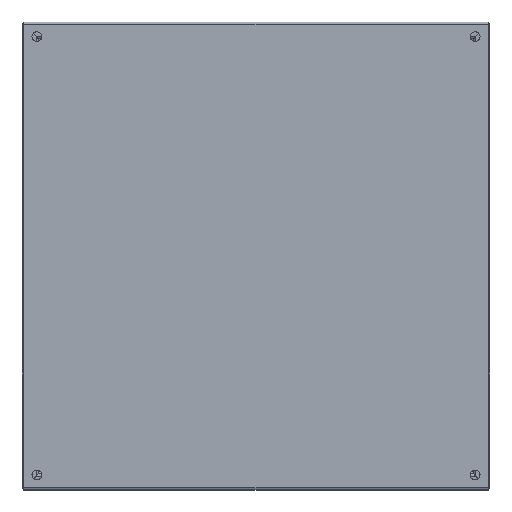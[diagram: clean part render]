
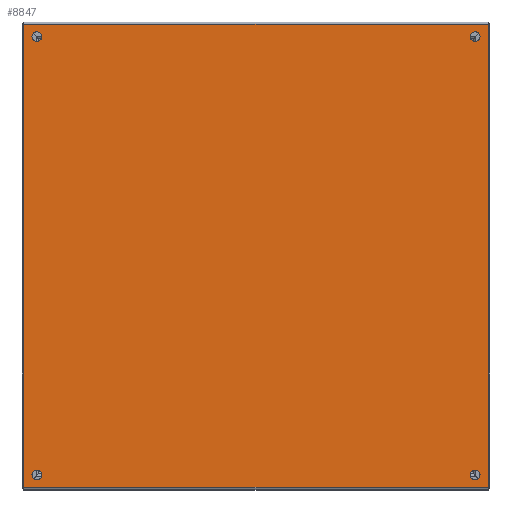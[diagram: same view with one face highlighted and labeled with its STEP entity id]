
A CAD part, top view. The second image highlights one B-rep face of the part: STEP entity #8847.
In plain terms, the highlighted face is planar.
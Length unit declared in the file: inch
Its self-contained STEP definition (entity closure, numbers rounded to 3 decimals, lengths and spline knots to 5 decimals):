
#267 = DIRECTION ( 'NONE',  ( 1., 0., 0. ) ) ;
#1397 = DIRECTION ( 'NONE',  ( 0., 0., -1. ) ) ;
#2161 = EDGE_CURVE ( 'NONE', #45245, #32243, #58402, .T. ) ;
#2585 = DIRECTION ( 'NONE',  ( 0., -1., 0. ) ) ;
#2622 = EDGE_CURVE ( 'NONE', #26006, #9532, #46663, .T. ) ;
#3217 = ORIENTED_EDGE ( 'NONE', *, *, #2161, .T. ) ;
#3912 = PLANE ( 'NONE',  #6448 ) ;
#4365 = CARTESIAN_POINT ( 'NONE',  ( 0., 23.928, -11.892 ) ) ;
#4374 = EDGE_CURVE ( 'NONE', #32243, #45245, #60839, .T. ) ;
#6270 = VERTEX_POINT ( 'NONE', #51556 ) ;
#6395 = ORIENTED_EDGE ( 'NONE', *, *, #55329, .T. ) ;
#6448 = AXIS2_PLACEMENT_3D ( 'NONE', #19294, #40218, #19990 ) ;
#7017 = EDGE_LOOP ( 'NONE', ( #56352, #54368 ) ) ;
#7861 = CIRCLE ( 'NONE', #51703, 0.25 ) ;
#8408 = CARTESIAN_POINT ( 'NONE',  ( 0., 0.75, -11.25 ) ) ;
#8621 = CARTESIAN_POINT ( 'NONE',  ( 0., 23.5, 11.25 ) ) ;
#8847 = ADVANCED_FACE ( 'NONE', ( #60818, #29695, #9367, #61159, #46039 ), #3912, .F. ) ;
#9157 = ORIENTED_EDGE ( 'NONE', *, *, #62029, .T. ) ;
#9367 = FACE_BOUND ( 'NONE', #12810, .T. ) ;
#9532 = VERTEX_POINT ( 'NONE', #4365 ) ;
#10529 = DIRECTION ( 'NONE',  ( 0., -1., 0. ) ) ;
#10787 = AXIS2_PLACEMENT_3D ( 'NONE', #62727, #267, #21235 ) ;
#11539 = DIRECTION ( 'NONE',  ( 0., -1., 0. ) ) ;
#11803 = ORIENTED_EDGE ( 'NONE', *, *, #53674, .T. ) ;
#12810 = EDGE_LOOP ( 'NONE', ( #11803, #21360 ) ) ;
#13768 = CARTESIAN_POINT ( 'NONE',  ( 0., 23., 11.25 ) ) ;
#13898 = CIRCLE ( 'NONE', #27095, 0.25 ) ;
#14799 = AXIS2_PLACEMENT_3D ( 'NONE', #34944, #60969, #44836 ) ;
#15344 = CARTESIAN_POINT ( 'NONE',  ( 0., 0.072, 11.892 ) ) ;
#16467 = ORIENTED_EDGE ( 'NONE', *, *, #29485, .F. ) ;
#16523 = CIRCLE ( 'NONE', #62545, 0.25 ) ;
#17890 = VERTEX_POINT ( 'NONE', #45940 ) ;
#17903 = AXIS2_PLACEMENT_3D ( 'NONE', #8408, #55787, #2585 ) ;
#18668 = CIRCLE ( 'NONE', #46010, 0.25 ) ;
#18918 = AXIS2_PLACEMENT_3D ( 'NONE', #54077, #52733, #11539 ) ;
#19294 = CARTESIAN_POINT ( 'NONE',  ( 0., 0.072, 11.928 ) ) ;
#19468 = EDGE_CURVE ( 'NONE', #53399, #23188, #64446, .T. ) ;
#19965 = DIRECTION ( 'NONE',  ( 0., -1., 0. ) ) ;
#19990 = DIRECTION ( 'NONE',  ( 0., -1., 0. ) ) ;
#20641 = DIRECTION ( 'NONE',  ( 0., 1., 0. ) ) ;
#21235 = DIRECTION ( 'NONE',  ( 0., -1., 0. ) ) ;
#21360 = ORIENTED_EDGE ( 'NONE', *, *, #58377, .T. ) ;
#22360 = ORIENTED_EDGE ( 'NONE', *, *, #2622, .F. ) ;
#23129 = CARTESIAN_POINT ( 'NONE',  ( 0., 0.072, 11.928 ) ) ;
#23188 = VERTEX_POINT ( 'NONE', #24235 ) ;
#24186 = DIRECTION ( 'NONE',  ( 1., 0., 0. ) ) ;
#24235 = CARTESIAN_POINT ( 'NONE',  ( 0., 0.5, 11.25 ) ) ;
#25085 = CARTESIAN_POINT ( 'NONE',  ( 0., 23.25, -11.25 ) ) ;
#26006 = VERTEX_POINT ( 'NONE', #63248 ) ;
#26278 = DIRECTION ( 'NONE',  ( 1., 0., 0. ) ) ;
#26620 = EDGE_CURVE ( 'NONE', #37889, #37582, #7861, .T. ) ;
#26717 = CIRCLE ( 'NONE', #17903, 0.25 ) ;
#27095 = AXIS2_PLACEMENT_3D ( 'NONE', #25085, #55287, #45933 ) ;
#27202 = LINE ( 'NONE', #48395, #60843 ) ;
#27303 = LINE ( 'NONE', #23129, #59425 ) ;
#29472 = VERTEX_POINT ( 'NONE', #31872 ) ;
#29485 = EDGE_CURVE ( 'NONE', #6270, #59600, #67142, .T. ) ;
#29695 = FACE_BOUND ( 'NONE', #53137, .T. ) ;
#29869 = EDGE_CURVE ( 'NONE', #23188, #53399, #18668, .T. ) ;
#30776 = CARTESIAN_POINT ( 'NONE',  ( 0., 0.75, 11.25 ) ) ;
#31872 = CARTESIAN_POINT ( 'NONE',  ( 0., 23., -11.25 ) ) ;
#32243 = VERTEX_POINT ( 'NONE', #13768 ) ;
#32478 = CARTESIAN_POINT ( 'NONE',  ( 0., 0.5, -11.25 ) ) ;
#34944 = CARTESIAN_POINT ( 'NONE',  ( 0., 23.25, 11.25 ) ) ;
#36455 = CARTESIAN_POINT ( 'NONE',  ( 0., 23.25, -11.25 ) ) ;
#37582 = VERTEX_POINT ( 'NONE', #37661 ) ;
#37661 = CARTESIAN_POINT ( 'NONE',  ( 0., 1., -11.25 ) ) ;
#37889 = VERTEX_POINT ( 'NONE', #32478 ) ;
#38607 = ORIENTED_EDGE ( 'NONE', *, *, #4374, .T. ) ;
#38867 = DIRECTION ( 'NONE',  ( 0., 0., 1. ) ) ;
#40218 = DIRECTION ( 'NONE',  ( 1., 0., 0. ) ) ;
#41637 = EDGE_LOOP ( 'NONE', ( #16467, #48761, #22360, #6395 ) ) ;
#41725 = VECTOR ( 'NONE', #20641, 39.37008 ) ;
#41822 = EDGE_CURVE ( 'NONE', #6270, #9532, #27202, .T. ) ;
#43776 = VECTOR ( 'NONE', #10529, 39.37008 ) ;
#44241 = EDGE_LOOP ( 'NONE', ( #38607, #3217 ) ) ;
#44836 = DIRECTION ( 'NONE',  ( 0., -1., 0. ) ) ;
#45245 = VERTEX_POINT ( 'NONE', #8621 ) ;
#45933 = DIRECTION ( 'NONE',  ( 0., -1., 0. ) ) ;
#45940 = CARTESIAN_POINT ( 'NONE',  ( 0., 23.5, -11.25 ) ) ;
#46010 = AXIS2_PLACEMENT_3D ( 'NONE', #30776, #26278, #56804 ) ;
#46039 = FACE_BOUND ( 'NONE', #44241, .T. ) ;
#46663 = LINE ( 'NONE', #67613, #41725 ) ;
#48395 = CARTESIAN_POINT ( 'NONE',  ( 0., 23.928, -11.928 ) ) ;
#48761 = ORIENTED_EDGE ( 'NONE', *, *, #41822, .T. ) ;
#49196 = ORIENTED_EDGE ( 'NONE', *, *, #26620, .T. ) ;
#49878 = CARTESIAN_POINT ( 'NONE',  ( 0., 0.75, -11.25 ) ) ;
#51556 = CARTESIAN_POINT ( 'NONE',  ( 0., 23.928, 11.892 ) ) ;
#51703 = AXIS2_PLACEMENT_3D ( 'NONE', #49878, #24186, #60518 ) ;
#52231 = DIRECTION ( 'NONE',  ( 1., 0., 0. ) ) ;
#52733 = DIRECTION ( 'NONE',  ( 1., 0., 0. ) ) ;
#52976 = CARTESIAN_POINT ( 'NONE',  ( 0., 1., 11.25 ) ) ;
#53137 = EDGE_LOOP ( 'NONE', ( #49196, #9157 ) ) ;
#53399 = VERTEX_POINT ( 'NONE', #52976 ) ;
#53674 = EDGE_CURVE ( 'NONE', #29472, #17890, #16523, .T. ) ;
#54077 = CARTESIAN_POINT ( 'NONE',  ( 0., 23.25, 11.25 ) ) ;
#54368 = ORIENTED_EDGE ( 'NONE', *, *, #19468, .T. ) ;
#55287 = DIRECTION ( 'NONE',  ( 1., 0., 0. ) ) ;
#55329 = EDGE_CURVE ( 'NONE', #26006, #59600, #27303, .T. ) ;
#55787 = DIRECTION ( 'NONE',  ( 1., 0., 0. ) ) ;
#56352 = ORIENTED_EDGE ( 'NONE', *, *, #29869, .T. ) ;
#56804 = DIRECTION ( 'NONE',  ( 0., -1., 0. ) ) ;
#58377 = EDGE_CURVE ( 'NONE', #17890, #29472, #13898, .T. ) ;
#58402 = CIRCLE ( 'NONE', #18918, 0.25 ) ;
#59425 = VECTOR ( 'NONE', #38867, 39.37008 ) ;
#59600 = VERTEX_POINT ( 'NONE', #64805 ) ;
#60518 = DIRECTION ( 'NONE',  ( 0., -1., 0. ) ) ;
#60818 = FACE_OUTER_BOUND ( 'NONE', #41637, .T. ) ;
#60839 = CIRCLE ( 'NONE', #14799, 0.25 ) ;
#60843 = VECTOR ( 'NONE', #1397, 39.37008 ) ;
#60969 = DIRECTION ( 'NONE',  ( 1., 0., 0. ) ) ;
#61159 = FACE_BOUND ( 'NONE', #7017, .T. ) ;
#62029 = EDGE_CURVE ( 'NONE', #37582, #37889, #26717, .T. ) ;
#62545 = AXIS2_PLACEMENT_3D ( 'NONE', #36455, #52231, #19965 ) ;
#62727 = CARTESIAN_POINT ( 'NONE',  ( 0., 0.75, 11.25 ) ) ;
#63248 = CARTESIAN_POINT ( 'NONE',  ( 0., 0.072, -11.892 ) ) ;
#64446 = CIRCLE ( 'NONE', #10787, 0.25 ) ;
#64805 = CARTESIAN_POINT ( 'NONE',  ( 0., 0.072, 11.892 ) ) ;
#67142 = LINE ( 'NONE', #15344, #43776 ) ;
#67613 = CARTESIAN_POINT ( 'NONE',  ( 0., 23.928, -11.892 ) ) ;
